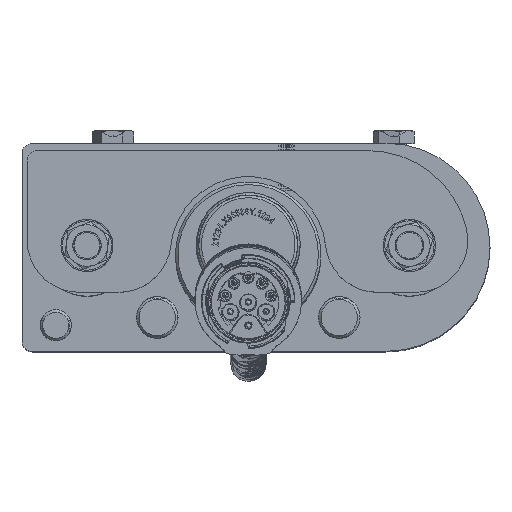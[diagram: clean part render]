
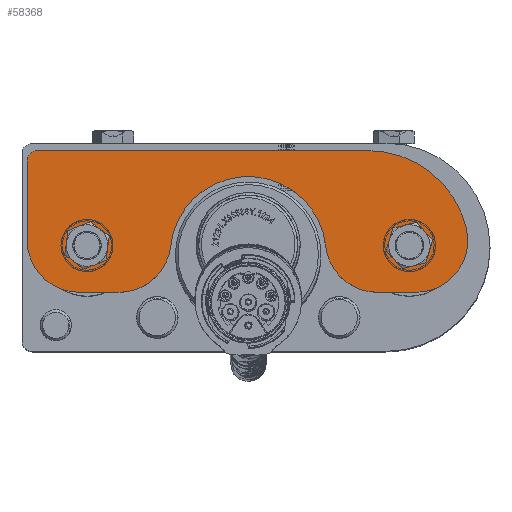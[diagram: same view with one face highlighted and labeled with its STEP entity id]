
A CAD part, top view. The second image highlights one B-rep face of the part: STEP entity #58368.
In plain terms, the highlighted face is planar.
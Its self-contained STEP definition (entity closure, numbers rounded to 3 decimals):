
#120 = AXIS2_PLACEMENT_3D ( 'NONE', #29745, #31499, #57417 ) ;
#274 = DIRECTION ( 'NONE',  ( 1., 0., 0. ) ) ;
#1197 = CIRCLE ( 'NONE', #68829, 10. ) ;
#3074 = VERTEX_POINT ( 'NONE', #60964 ) ;
#4327 = CIRCLE ( 'NONE', #73823, 10. ) ;
#5431 = EDGE_CURVE ( 'NONE', #61089, #72453, #1197, .T. ) ;
#6954 = CARTESIAN_POINT ( 'NONE',  ( 31., 0., -2.5 ) ) ;
#7883 = CARTESIAN_POINT ( 'NONE',  ( 24.848, -9., -2.5 ) ) ;
#7917 = EDGE_LOOP ( 'NONE', ( #98769, #87636, #8397, #100742, #68815, #9416, #59621, #85610, #75902, #99838, #25199 ) ) ;
#8167 = FACE_OUTER_BOUND ( 'NONE', #7917, .T. ) ;
#8271 = VERTEX_POINT ( 'NONE', #80530 ) ;
#8397 = ORIENTED_EDGE ( 'NONE', *, *, #51616, .F. ) ;
#9416 = ORIENTED_EDGE ( 'NONE', *, *, #33047, .T. ) ;
#9597 = DIRECTION ( 'NONE',  ( 0., 0., 1. ) ) ;
#12009 = EDGE_CURVE ( 'NONE', #39031, #21286, #106380, .T. ) ;
#12134 = EDGE_LOOP ( 'NONE', ( #79043 ) ) ;
#13395 = EDGE_CURVE ( 'NONE', #102616, #84753, #81227, .T. ) ;
#14031 = DIRECTION ( 'NONE',  ( 0., 0., -1. ) ) ;
#15781 = VECTOR ( 'NONE', #55967, 1000. ) ;
#16390 = DIRECTION ( 'NONE',  ( 1., 0., 0. ) ) ;
#16930 = DIRECTION ( 'NONE',  ( 0., 0., -1. ) ) ;
#17006 = FACE_BOUND ( 'NONE', #12134, .T. ) ;
#20243 = EDGE_CURVE ( 'NONE', #39031, #70109, #45081, .T. ) ;
#20701 = AXIS2_PLACEMENT_3D ( 'NONE', #75889, #31210, #67067 ) ;
#21286 = VERTEX_POINT ( 'NONE', #102782 ) ;
#21584 = CARTESIAN_POINT ( 'NONE',  ( -28.25, 0., -2.5 ) ) ;
#24959 = DIRECTION ( 'NONE',  ( 1., 0., 0. ) ) ;
#25020 = CARTESIAN_POINT ( 'NONE',  ( 24.848, 1., -2.5 ) ) ;
#25199 = ORIENTED_EDGE ( 'NONE', *, *, #113061, .T. ) ;
#26850 = AXIS2_PLACEMENT_3D ( 'NONE', #32938, #42381, #78698 ) ;
#29245 = CIRCLE ( 'NONE', #102589, 19.5 ) ;
#29636 = CARTESIAN_POINT ( 'NONE',  ( 32.5, -9., -2.5 ) ) ;
#29745 = CARTESIAN_POINT ( 'NONE',  ( 32.5, 1., -2.5 ) ) ;
#30308 = VERTEX_POINT ( 'NONE', #31074 ) ;
#31031 = DIRECTION ( 'NONE',  ( 0., 0., -1. ) ) ;
#31074 = CARTESIAN_POINT ( 'NONE',  ( 42.5, 1., -2.5 ) ) ;
#31210 = DIRECTION ( 'NONE',  ( 0., 0., -1. ) ) ;
#31499 = DIRECTION ( 'NONE',  ( 0., 0., -1. ) ) ;
#32413 = AXIS2_PLACEMENT_3D ( 'NONE', #43797, #9597, #24959 ) ;
#32475 = CARTESIAN_POINT ( 'NONE',  ( 42.5, 18.25, -2.5 ) ) ;
#32938 = CARTESIAN_POINT ( 'NONE',  ( 0., 0., -2.5 ) ) ;
#33047 = EDGE_CURVE ( 'NONE', #102616, #103570, #35553, .T. ) ;
#34827 = CARTESIAN_POINT ( 'NONE',  ( -42.5, 18.25, -2.5 ) ) ;
#35553 = CIRCLE ( 'NONE', #50576, 10. ) ;
#35775 = CIRCLE ( 'NONE', #101337, 15. ) ;
#37692 = CARTESIAN_POINT ( 'NONE',  ( -41.945, 3.368, -2.5 ) ) ;
#37824 = EDGE_LOOP ( 'NONE', ( #86985 ) ) ;
#39031 = VERTEX_POINT ( 'NONE', #102392 ) ;
#41648 = CARTESIAN_POINT ( 'NONE',  ( -42.5, -9., -2.5 ) ) ;
#42157 = VERTEX_POINT ( 'NONE', #37692 ) ;
#42244 = DIRECTION ( 'NONE',  ( 1., 0., 0. ) ) ;
#42381 = DIRECTION ( 'NONE',  ( 0., 0., 1. ) ) ;
#42434 = AXIS2_PLACEMENT_3D ( 'NONE', #6954, #96856, #16390 ) ;
#43797 = CARTESIAN_POINT ( 'NONE',  ( -31., 0., -2.5 ) ) ;
#45081 = CIRCLE ( 'NONE', #20701, 2. ) ;
#48113 = CARTESIAN_POINT ( 'NONE',  ( -32.23, 1., -2.5 ) ) ;
#48395 = LINE ( 'NONE', #32475, #81343 ) ;
#50576 = AXIS2_PLACEMENT_3D ( 'NONE', #25020, #114827, #274 ) ;
#51071 = CARTESIAN_POINT ( 'NONE',  ( -24.848, 1., -2.5 ) ) ;
#51149 = PLANE ( 'NONE',  #26850 ) ;
#51616 = EDGE_CURVE ( 'NONE', #30308, #70109, #48395, .T. ) ;
#51712 = CIRCLE ( 'NONE', #42434, 2.75 ) ;
#52798 = DIRECTION ( 'NONE',  ( 1., 0., 0. ) ) ;
#55967 = DIRECTION ( 'NONE',  ( 1., 0., 0. ) ) ;
#57417 = DIRECTION ( 'NONE',  ( 1., 0., 0. ) ) ;
#57719 = EDGE_CURVE ( 'NONE', #65095, #65095, #86833, .T. ) ;
#58368 = ADVANCED_FACE ( 'NONE', ( #105084, #17006, #8167 ), #51149, .F. ) ;
#58696 = LINE ( 'NONE', #41648, #61202 ) ;
#59621 = ORIENTED_EDGE ( 'NONE', *, *, #101244, .T. ) ;
#60964 = CARTESIAN_POINT ( 'NONE',  ( -32.23, -9., -2.5 ) ) ;
#61089 = VERTEX_POINT ( 'NONE', #70989 ) ;
#61202 = VECTOR ( 'NONE', #42244, 1000. ) ;
#63081 = CARTESIAN_POINT ( 'NONE',  ( -42.5, -9., -2.5 ) ) ;
#63105 = CARTESIAN_POINT ( 'NONE',  ( 42.5, 16.25, -2.5 ) ) ;
#64561 = DIRECTION ( 'NONE',  ( 1., 0., 0. ) ) ;
#65095 = VERTEX_POINT ( 'NONE', #21584 ) ;
#66577 = DIRECTION ( 'NONE',  ( 0., 0., 1. ) ) ;
#67067 = DIRECTION ( 'NONE',  ( 1., 0., 0. ) ) ;
#68095 = DIRECTION ( 'NONE',  ( 1., 0., 0. ) ) ;
#68678 = CARTESIAN_POINT ( 'NONE',  ( -23., -1.25, -2.5 ) ) ;
#68815 = ORIENTED_EDGE ( 'NONE', *, *, #13395, .F. ) ;
#68829 = AXIS2_PLACEMENT_3D ( 'NONE', #51071, #16930, #52798 ) ;
#70109 = VERTEX_POINT ( 'NONE', #63105 ) ;
#70989 = CARTESIAN_POINT ( 'NONE',  ( -14.909, -0.1, -2.5 ) ) ;
#72453 = VERTEX_POINT ( 'NONE', #94873 ) ;
#73823 = AXIS2_PLACEMENT_3D ( 'NONE', #48113, #31031, #64561 ) ;
#74985 = EDGE_CURVE ( 'NONE', #3074, #72453, #58696, .T. ) ;
#75889 = CARTESIAN_POINT ( 'NONE',  ( 40.5, 16.25, -2.5 ) ) ;
#75902 = ORIENTED_EDGE ( 'NONE', *, *, #74985, .F. ) ;
#78698 = DIRECTION ( 'NONE',  ( 1., 0., 0. ) ) ;
#79043 = ORIENTED_EDGE ( 'NONE', *, *, #111260, .T. ) ;
#79494 = VECTOR ( 'NONE', #105824, 1000. ) ;
#80530 = CARTESIAN_POINT ( 'NONE',  ( 33.75, 0., -2.5 ) ) ;
#81227 = LINE ( 'NONE', #63081, #15781 ) ;
#81343 = VECTOR ( 'NONE', #85340, 1000. ) ;
#84753 = VERTEX_POINT ( 'NONE', #29636 ) ;
#85340 = DIRECTION ( 'NONE',  ( 0., 1., 0. ) ) ;
#85610 = ORIENTED_EDGE ( 'NONE', *, *, #5431, .T. ) ;
#86833 = CIRCLE ( 'NONE', #32413, 2.75 ) ;
#86985 = ORIENTED_EDGE ( 'NONE', *, *, #57719, .T. ) ;
#87636 = ORIENTED_EDGE ( 'NONE', *, *, #20243, .T. ) ;
#89807 = EDGE_CURVE ( 'NONE', #30308, #84753, #101383, .T. ) ;
#94873 = CARTESIAN_POINT ( 'NONE',  ( -24.848, -9., -2.5 ) ) ;
#96856 = DIRECTION ( 'NONE',  ( 0., 0., 1. ) ) ;
#98769 = ORIENTED_EDGE ( 'NONE', *, *, #12009, .F. ) ;
#99838 = ORIENTED_EDGE ( 'NONE', *, *, #107504, .T. ) ;
#100742 = ORIENTED_EDGE ( 'NONE', *, *, #89807, .T. ) ;
#101244 = EDGE_CURVE ( 'NONE', #103570, #61089, #35775, .T. ) ;
#101337 = AXIS2_PLACEMENT_3D ( 'NONE', #101747, #66577, #102329 ) ;
#101383 = CIRCLE ( 'NONE', #120, 10. ) ;
#101747 = CARTESIAN_POINT ( 'NONE',  ( 0., -1.75, -2.5 ) ) ;
#102329 = DIRECTION ( 'NONE',  ( 1., 0., 0. ) ) ;
#102392 = CARTESIAN_POINT ( 'NONE',  ( 40.5, 18.25, -2.5 ) ) ;
#102589 = AXIS2_PLACEMENT_3D ( 'NONE', #68678, #14031, #68095 ) ;
#102616 = VERTEX_POINT ( 'NONE', #7883 ) ;
#102782 = CARTESIAN_POINT ( 'NONE',  ( -23., 18.25, -2.5 ) ) ;
#103570 = VERTEX_POINT ( 'NONE', #107433 ) ;
#105084 = FACE_BOUND ( 'NONE', #37824, .T. ) ;
#105824 = DIRECTION ( 'NONE',  ( -1., 0., 0. ) ) ;
#106380 = LINE ( 'NONE', #34827, #79494 ) ;
#107433 = CARTESIAN_POINT ( 'NONE',  ( 14.909, -0.1, -2.5 ) ) ;
#107504 = EDGE_CURVE ( 'NONE', #3074, #42157, #4327, .T. ) ;
#111260 = EDGE_CURVE ( 'NONE', #8271, #8271, #51712, .T. ) ;
#113061 = EDGE_CURVE ( 'NONE', #42157, #21286, #29245, .T. ) ;
#114827 = DIRECTION ( 'NONE',  ( 0., 0., -1. ) ) ;
